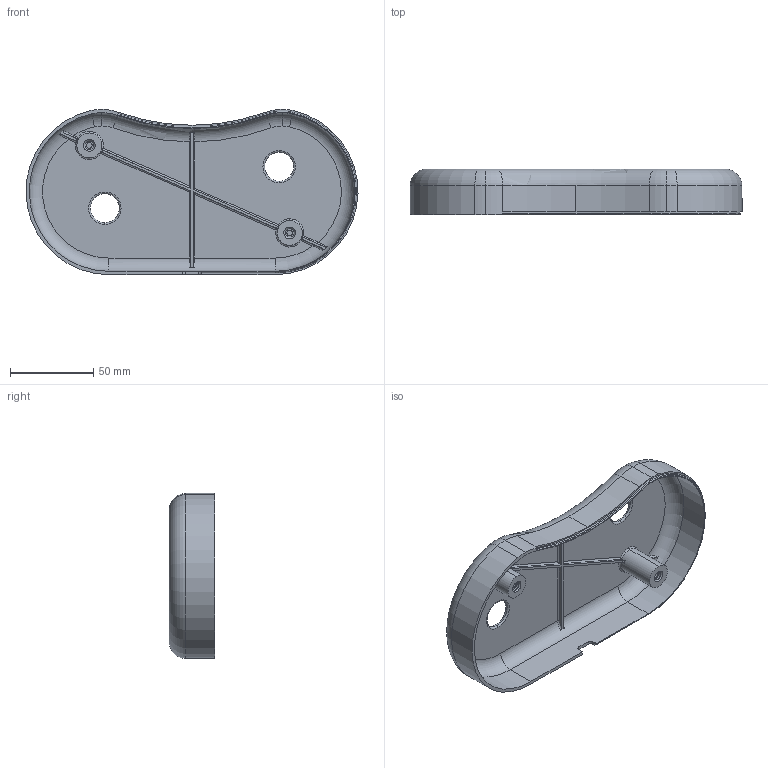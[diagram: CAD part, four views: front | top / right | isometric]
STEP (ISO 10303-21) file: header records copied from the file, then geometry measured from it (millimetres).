
FILE_DESCRIPTION (( 'STEP AP203' ), '1' );
FILE_NAME ('joystick_v2_top.STEP', '2025-10-23T14:29:28', ( '' ), ( '' ), 'SwSTEP 2.0', 'SolidWorks 2023', '' );
FILE_SCHEMA (( 'CONFIG_CONTROL_DESIGN' ));
Length unit declared in the file: millimetre
Products named in the file (1): joystick_v2_top
Bounding box: 199.97 x 27.5 x 99.52 mm (x, y, z)
Volume: 64313.3 mm3; surface area: 59856.6 mm2
Topology: 1 solids, 1 shells, 135 faces, 330 edges, 201 vertices
Faces by surface type: cylinder 53, plane 38, torus 34, bspline 6, cone 4
Entity records: 4521 total; most frequent: CARTESIAN_POINT 1237, DIRECTION 716, ORIENTED_EDGE 660, EDGE_CURVE 330, AXIS2_PLACEMENT_3D 296, VERTEX_POINT 201, CIRCLE 166, EDGE_LOOP 143
